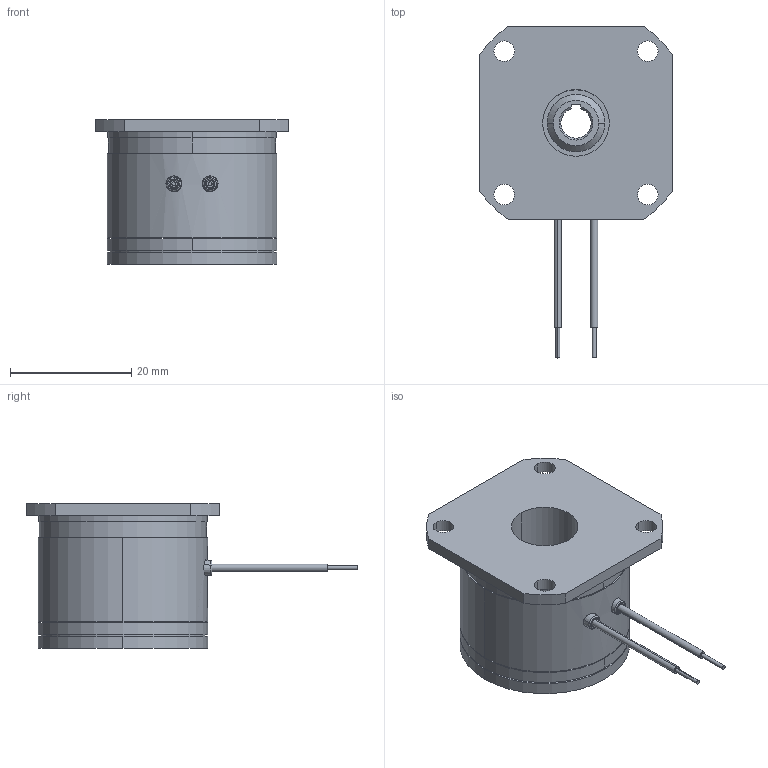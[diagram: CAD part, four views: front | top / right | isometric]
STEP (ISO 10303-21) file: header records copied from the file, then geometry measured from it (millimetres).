
FILE_DESCRIPTION (( 'STEP AP214' ), '1' );
FILE_NAME ('dr_bk_01P1-220_mu.STEP', '2021-11-12T12:33:37', ( '' ), ( '' ), 'SwSTEP 2.0', 'SolidWorks 2019', '' );
FILE_SCHEMA (( 'AUTOMOTIVE_DESIGN' ));
Length unit declared in the file: millimetre
Products named in the file (10): 10068724_000_01.02.331-0062 Nabe; 10069003_000; 10068721_000; dr_bk_01P1-220_mu; 10068955_000; 10069004_000; 10068718_000_Einbaul„nge 1,4mm; 10069006_000; 10068722_000; 10068718_000_Einbaul„nge 1,35mm
Assembly tree (14 placements, depth 4):
  dr_bk_01P1-220_mu
    10068955_000
    10069003_000
      10068724_000_01.02.331-0062 Nabe
      10069004_000
        10069006_000
        10068721_000
        10068722_000  x2
        10068718_000_Einbaul„nge 1,35mm  x2
      10068718_000_Einbaul„nge 1,4mm  x2
      10068722_000  x2
Bounding box: 32 x 54.8 x 23.9 mm (x, y, z)
Volume: 13215.1 mm3; surface area: 8554.4 mm2
Topology: 14 solids, 14 shells, 242 faces, 540 edges, 334 vertices
Faces by surface type: cylinder 123, cone 56, plane 39, torus 16, sphere 8
Entity records: 6885 total; most frequent: CARTESIAN_POINT 1203, DIRECTION 1048, ORIENTED_EDGE 832, AXIS2_PLACEMENT_3D 447, EDGE_CURVE 416, VERTEX_POINT 262, CIRCLE 242, EDGE_LOOP 242
